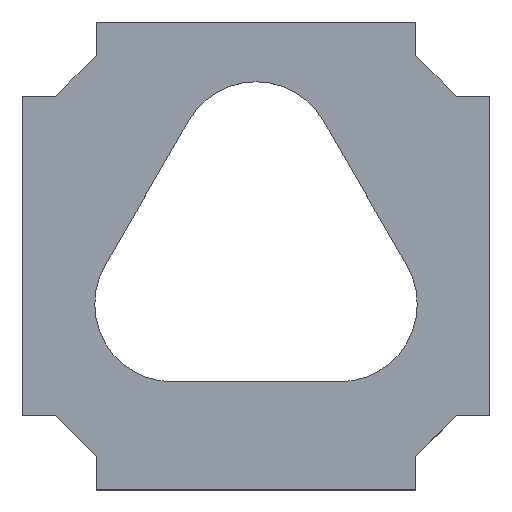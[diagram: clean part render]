
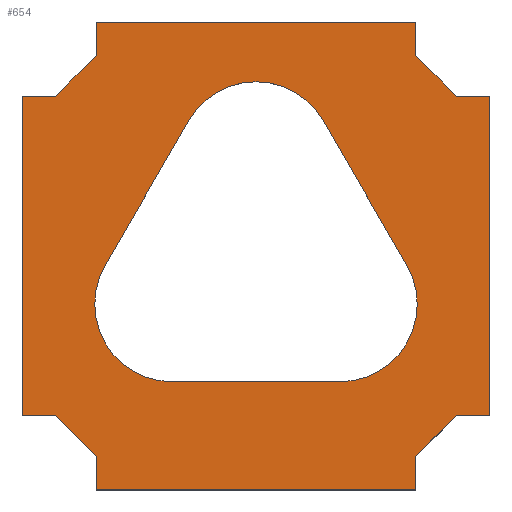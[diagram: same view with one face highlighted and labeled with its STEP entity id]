
A CAD part, top view. The second image highlights one B-rep face of the part: STEP entity #654.
In plain terms, the highlighted planar face has unit normal (0, 0, 1).
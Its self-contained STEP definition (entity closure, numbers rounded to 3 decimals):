
#16=FACE_BOUND('',#95,.T.);
#28=PLANE('',#723);
#59=FACE_OUTER_BOUND('',#94,.T.);
#94=EDGE_LOOP('',(#497,#498,#499,#500,#501,#502,#503,#504,#505,#506,#507,
#508,#509,#510,#511,#512));
#95=EDGE_LOOP('',(#513,#514,#515,#516,#517,#518));
#138=LINE('',#979,#213);
#141=LINE('',#987,#216);
#144=LINE('',#995,#219);
#146=LINE('',#1002,#221);
#147=LINE('',#1004,#222);
#148=LINE('',#1006,#223);
#149=LINE('',#1008,#224);
#150=LINE('',#1010,#225);
#151=LINE('',#1012,#226);
#152=LINE('',#1014,#227);
#153=LINE('',#1016,#228);
#154=LINE('',#1018,#229);
#155=LINE('',#1020,#230);
#156=LINE('',#1022,#231);
#157=LINE('',#1024,#232);
#158=LINE('',#1026,#233);
#159=LINE('',#1028,#234);
#160=LINE('',#1030,#235);
#161=LINE('',#1031,#236);
#213=VECTOR('',#796,10.);
#216=VECTOR('',#805,10.);
#219=VECTOR('',#814,10.);
#221=VECTOR('',#822,10.);
#222=VECTOR('',#823,10.);
#223=VECTOR('',#824,10.);
#224=VECTOR('',#825,10.);
#225=VECTOR('',#826,10.);
#226=VECTOR('',#827,10.);
#227=VECTOR('',#828,10.);
#228=VECTOR('',#829,10.);
#229=VECTOR('',#830,10.);
#230=VECTOR('',#831,10.);
#231=VECTOR('',#832,10.);
#232=VECTOR('',#833,10.);
#233=VECTOR('',#834,10.);
#234=VECTOR('',#835,10.);
#235=VECTOR('',#836,10.);
#236=VECTOR('',#837,10.);
#288=CIRCLE('',#716,8.26);
#289=CIRCLE('',#719,8.26);
#290=CIRCLE('',#722,8.26);
#312=VERTEX_POINT('',#976);
#313=VERTEX_POINT('',#978);
#314=VERTEX_POINT('',#982);
#315=VERTEX_POINT('',#986);
#316=VERTEX_POINT('',#990);
#317=VERTEX_POINT('',#994);
#318=VERTEX_POINT('',#1000);
#319=VERTEX_POINT('',#1001);
#320=VERTEX_POINT('',#1003);
#321=VERTEX_POINT('',#1005);
#322=VERTEX_POINT('',#1007);
#323=VERTEX_POINT('',#1009);
#324=VERTEX_POINT('',#1011);
#325=VERTEX_POINT('',#1013);
#326=VERTEX_POINT('',#1015);
#327=VERTEX_POINT('',#1017);
#328=VERTEX_POINT('',#1019);
#329=VERTEX_POINT('',#1021);
#330=VERTEX_POINT('',#1023);
#331=VERTEX_POINT('',#1025);
#332=VERTEX_POINT('',#1027);
#333=VERTEX_POINT('',#1029);
#378=EDGE_CURVE('',#313,#312,#138,.T.);
#380=EDGE_CURVE('',#314,#313,#288,.T.);
#382=EDGE_CURVE('',#315,#314,#141,.T.);
#384=EDGE_CURVE('',#316,#315,#289,.T.);
#386=EDGE_CURVE('',#317,#316,#144,.T.);
#388=EDGE_CURVE('',#312,#317,#290,.T.);
#389=EDGE_CURVE('',#318,#319,#146,.T.);
#390=EDGE_CURVE('',#319,#320,#147,.T.);
#391=EDGE_CURVE('',#320,#321,#148,.T.);
#392=EDGE_CURVE('',#321,#322,#149,.T.);
#393=EDGE_CURVE('',#322,#323,#150,.T.);
#394=EDGE_CURVE('',#323,#324,#151,.T.);
#395=EDGE_CURVE('',#324,#325,#152,.T.);
#396=EDGE_CURVE('',#325,#326,#153,.T.);
#397=EDGE_CURVE('',#326,#327,#154,.T.);
#398=EDGE_CURVE('',#327,#328,#155,.T.);
#399=EDGE_CURVE('',#328,#329,#156,.T.);
#400=EDGE_CURVE('',#329,#330,#157,.T.);
#401=EDGE_CURVE('',#330,#331,#158,.T.);
#402=EDGE_CURVE('',#331,#332,#159,.T.);
#403=EDGE_CURVE('',#332,#333,#160,.T.);
#404=EDGE_CURVE('',#333,#318,#161,.T.);
#497=ORIENTED_EDGE('',*,*,#389,.T.);
#498=ORIENTED_EDGE('',*,*,#390,.T.);
#499=ORIENTED_EDGE('',*,*,#391,.T.);
#500=ORIENTED_EDGE('',*,*,#392,.T.);
#501=ORIENTED_EDGE('',*,*,#393,.T.);
#502=ORIENTED_EDGE('',*,*,#394,.T.);
#503=ORIENTED_EDGE('',*,*,#395,.T.);
#504=ORIENTED_EDGE('',*,*,#396,.T.);
#505=ORIENTED_EDGE('',*,*,#397,.T.);
#506=ORIENTED_EDGE('',*,*,#398,.T.);
#507=ORIENTED_EDGE('',*,*,#399,.T.);
#508=ORIENTED_EDGE('',*,*,#400,.T.);
#509=ORIENTED_EDGE('',*,*,#401,.T.);
#510=ORIENTED_EDGE('',*,*,#402,.T.);
#511=ORIENTED_EDGE('',*,*,#403,.T.);
#512=ORIENTED_EDGE('',*,*,#404,.T.);
#513=ORIENTED_EDGE('',*,*,#388,.T.);
#514=ORIENTED_EDGE('',*,*,#386,.T.);
#515=ORIENTED_EDGE('',*,*,#384,.T.);
#516=ORIENTED_EDGE('',*,*,#382,.T.);
#517=ORIENTED_EDGE('',*,*,#380,.T.);
#518=ORIENTED_EDGE('',*,*,#378,.T.);
#654=ADVANCED_FACE('',(#59,#16),#28,.T.);
#716=AXIS2_PLACEMENT_3D('',#983,#800,#801);
#719=AXIS2_PLACEMENT_3D('',#991,#809,#810);
#722=AXIS2_PLACEMENT_3D('',#998,#818,#819);
#723=AXIS2_PLACEMENT_3D('',#999,#820,#821);
#796=DIRECTION('',(0.5,-0.866,0.));
#800=DIRECTION('center_axis',(0.,0.,
-1.));
#801=DIRECTION('ref_axis',(-0.866,-0.5,0.));
#805=DIRECTION('',(0.5,0.866,0.));
#809=DIRECTION('center_axis',(0.,0.,
-1.));
#810=DIRECTION('ref_axis',(0.866,-0.5,0.));
#814=DIRECTION('',(-1.,0.,0.));
#818=DIRECTION('center_axis',(0.,0.,
-1.));
#819=DIRECTION('ref_axis',(0.,1.,0.));
#820=DIRECTION('center_axis',(0.,0.,
1.));
#821=DIRECTION('ref_axis',(1.,0.,0.));
#822=DIRECTION('',(0.,1.,0.));
#823=DIRECTION('',(0.707,0.707,0.));
#824=DIRECTION('',(1.,0.,0.));
#825=DIRECTION('',(0.,1.,0.));
#826=DIRECTION('',(-1.,0.,0.));
#827=DIRECTION('',(-0.707,0.707,0.));
#828=DIRECTION('',(0.,1.,0.));
#829=DIRECTION('',(-1.,0.,0.));
#830=DIRECTION('',(0.,-1.,0.));
#831=DIRECTION('',(-0.707,-0.707,0.));
#832=DIRECTION('',(-1.,0.,0.));
#833=DIRECTION('',(0.,-1.,0.));
#834=DIRECTION('',(1.,0.,0.));
#835=DIRECTION('',(0.707,-0.707,0.));
#836=DIRECTION('',(0.,-1.,0.));
#837=DIRECTION('',(1.,0.,0.));
#976=CARTESIAN_POINT('',(-19.374,19.92,23.5));
#978=CARTESIAN_POINT('',(-28.276,35.34,23.5));
#979=CARTESIAN_POINT('',(-28.276,35.34,23.5));
#982=CARTESIAN_POINT('',(-42.583,35.34,23.5));
#983=CARTESIAN_POINT('Origin',(-35.43,31.21,23.5));
#986=CARTESIAN_POINT('',(-51.486,19.92,23.5));
#987=CARTESIAN_POINT('',(-51.486,19.92,23.5));
#990=CARTESIAN_POINT('',(-44.333,7.53,23.5));
#991=CARTESIAN_POINT('Origin',(-44.333,15.79,23.5));
#994=CARTESIAN_POINT('',(-26.527,7.53,23.5));
#995=CARTESIAN_POINT('',(-26.527,7.53,23.5));
#998=CARTESIAN_POINT('Origin',(-26.527,15.79,23.5));
#999=CARTESIAN_POINT('Origin',(-35.43,20.93,23.5));
#1000=CARTESIAN_POINT('',(-18.43,-3.97,23.5));
#1001=CARTESIAN_POINT('',(-18.43,-0.395,23.5));
#1002=CARTESIAN_POINT('',(-18.43,-3.97,23.5));
#1003=CARTESIAN_POINT('',(-14.105,3.93,23.5));
#1004=CARTESIAN_POINT('',(-18.43,-0.395,23.5));
#1005=CARTESIAN_POINT('',(-10.53,3.93,23.5));
#1006=CARTESIAN_POINT('',(-14.105,3.93,23.5));
#1007=CARTESIAN_POINT('',(-10.53,37.93,23.5));
#1008=CARTESIAN_POINT('',(-10.53,3.93,23.5));
#1009=CARTESIAN_POINT('',(-14.105,37.93,23.5));
#1010=CARTESIAN_POINT('',(-10.53,37.93,23.5));
#1011=CARTESIAN_POINT('',(-18.43,42.255,23.5));
#1012=CARTESIAN_POINT('',(-14.105,37.93,23.5));
#1013=CARTESIAN_POINT('',(-18.43,45.83,23.5));
#1014=CARTESIAN_POINT('',(-18.43,42.255,23.5));
#1015=CARTESIAN_POINT('',(-52.43,45.83,23.5));
#1016=CARTESIAN_POINT('',(-18.43,45.83,23.5));
#1017=CARTESIAN_POINT('',(-52.43,42.255,23.5));
#1018=CARTESIAN_POINT('',(-52.43,45.83,23.5));
#1019=CARTESIAN_POINT('',(-56.755,37.93,23.5));
#1020=CARTESIAN_POINT('',(-52.43,42.255,23.5));
#1021=CARTESIAN_POINT('',(-60.33,37.93,23.5));
#1022=CARTESIAN_POINT('',(-56.755,37.93,23.5));
#1023=CARTESIAN_POINT('',(-60.33,3.93,23.5));
#1024=CARTESIAN_POINT('',(-60.33,37.93,23.5));
#1025=CARTESIAN_POINT('',(-56.755,3.93,23.5));
#1026=CARTESIAN_POINT('',(-60.33,3.93,23.5));
#1027=CARTESIAN_POINT('',(-52.389,-0.437,23.5));
#1028=CARTESIAN_POINT('',(-56.755,3.93,23.5));
#1029=CARTESIAN_POINT('',(-52.389,-3.97,23.5));
#1030=CARTESIAN_POINT('',(-52.389,-0.437,23.5));
#1031=CARTESIAN_POINT('',(-52.389,-3.97,23.5));
